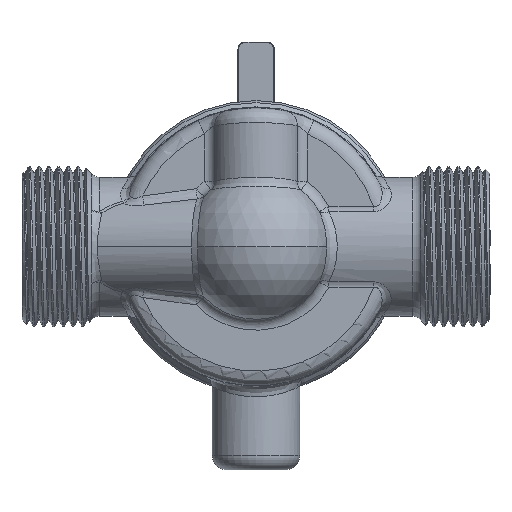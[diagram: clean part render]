
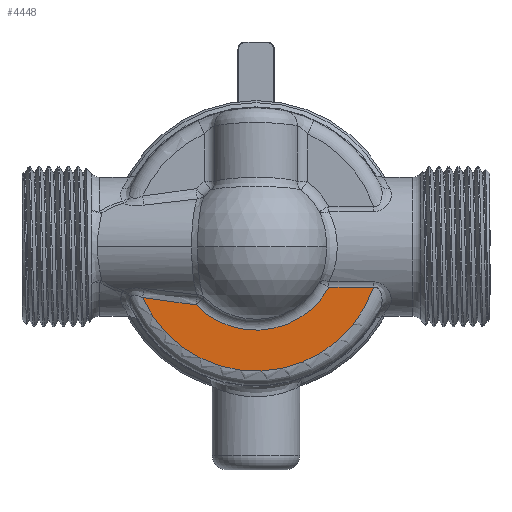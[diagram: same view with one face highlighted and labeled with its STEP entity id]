
A CAD part, front view. The second image highlights one B-rep face of the part: STEP entity #4448.
In plain terms, the highlighted planar face has unit normal (0, -1, 0).
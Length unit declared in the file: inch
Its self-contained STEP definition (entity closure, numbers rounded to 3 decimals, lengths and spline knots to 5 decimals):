
#4179 = VERTEX_POINT ( 'NONE', #64225 ) ;
#4448 = ADVANCED_FACE ( 'Defeatured_0_9', ( #9588 ), #15781, .F. ) ;
#9398 = CARTESIAN_POINT ( 'NONE',  ( 0.62204, 0.99679, 3.18118 ) ) ;
#9588 = FACE_OUTER_BOUND ( 'NONE', #40284, .T. ) ;
#11260 = DIRECTION ( 'NONE',  ( -1., 0., 0. ) ) ;
#13701 = CARTESIAN_POINT ( 'NONE',  ( 1.59203, 0.99679, 3.61479 ) ) ;
#13804 = VERTEX_POINT ( 'NONE', #9398 ) ;
#15606 = EDGE_CURVE ( 'Defeatured_0_9+Defeatured_0_67+Defeatured_0_10+Defeatured_0_39', #17562, #4179, #30197, .T. ) ;
#15781 = PLANE ( 'NONE',  #47431 ) ;
#16003 = CARTESIAN_POINT ( 'NONE',  ( 2.65453, 0.99679, 3.61479 ) ) ;
#17129 =( BOUNDED_CURVE ( )  B_SPLINE_CURVE ( 3, ( #24723, #56268, #66848, #35294 ),
 .UNSPECIFIED., .F., .F. ) 
 B_SPLINE_CURVE_WITH_KNOTS ( ( 4, 4 ),
 ( 5.0743, 5.32837 ),
 .UNSPECIFIED. ) 
 CURVE ( )  GEOMETRIC_REPRESENTATION_ITEM ( )  RATIONAL_B_SPLINE_CURVE ( ( 1., 0.995, 0.995, 1. ) ) 
 REPRESENTATION_ITEM ( '' )  );
#17562 = VERTEX_POINT ( 'NONE', #23563 ) ;
#17851 = VECTOR ( 'NONE', #11260, 39.37008 ) ;
#18123 = ORIENTED_EDGE ( 'NONE', *, *, #59818, .T. ) ;
#19028 = DIRECTION ( 'NONE',  ( -1., 0., 0. ) ) ;
#19671 = CARTESIAN_POINT ( 'NONE',  ( 1.59203, 0.99679, 3.61479 ) ) ;
#21337 = DIRECTION ( 'NONE',  ( -1., 0., 0. ) ) ;
#22255 = ORIENTED_EDGE ( 'NONE', *, *, #15606, .T. ) ;
#22433 = EDGE_CURVE ( 'Defeatured_0_9+Defeatured_0_34+Defeatured_0_39+Defeatured_0_10', #55304, #13804, #17129, .T. ) ;
#23563 = CARTESIAN_POINT ( 'NONE',  ( 2.59642, 0.99679, 3.26821 ) ) ;
#24723 = CARTESIAN_POINT ( 'NONE',  ( 1.08119, 0.99679, 3.11795 ) ) ;
#24969 = DIRECTION ( 'NONE',  ( -1., 0., 0. ) ) ;
#30197 = LINE ( 'NONE', #48084, #17851 ) ;
#32052 = CIRCLE ( 'NONE', #54109, 0.71261 ) ;
#35294 = CARTESIAN_POINT ( 'NONE',  ( 0.62204, 0.99679, 3.18118 ) ) ;
#40284 = EDGE_LOOP ( 'NONE', ( #57122, #22255, #18123, #61530 ) ) ;
#47431 = AXIS2_PLACEMENT_3D ( 'NONE', #16003, #52841, #21337 ) ;
#48084 = CARTESIAN_POINT ( 'NONE',  ( 2.22865, 0.99679, 3.26821 ) ) ;
#50549 = DIRECTION ( 'NONE',  ( 0., 1., 0. ) ) ;
#52209 = CARTESIAN_POINT ( 'NONE',  ( 1.08119, 0.99679, 3.11795 ) ) ;
#52841 = DIRECTION ( 'NONE',  ( 0., 1., 0. ) ) ;
#53341 = AXIS2_PLACEMENT_3D ( 'NONE', #13701, #50549, #19028 ) ;
#53947 = EDGE_CURVE ( 'Defeatured_0_10+Defeatured_0_9+Defeatured_0_66+Defeatured_0_32', #17562, #13804, #56796, .T. ) ;
#54109 = AXIS2_PLACEMENT_3D ( 'NONE', #19671, #56506, #24969 ) ;
#55304 = VERTEX_POINT ( 'NONE', #52209 ) ;
#56268 = CARTESIAN_POINT ( 'NONE',  ( 0.91818, 0.99679, 3.13392 ) ) ;
#56506 = DIRECTION ( 'NONE',  ( 0., 1., 0. ) ) ;
#56796 = CIRCLE ( 'NONE', #53341, 1.0625 ) ;
#57122 = ORIENTED_EDGE ( 'NONE', *, *, #53947, .F. ) ;
#59818 = EDGE_CURVE ( 'Defeatured_0_9+Defeatured_0_39+Defeatured_0_67+Defeatured_0_34', #4179, #55304, #32052, .T. ) ;
#61530 = ORIENTED_EDGE ( 'NONE', *, *, #22433, .T. ) ;
#64225 = CARTESIAN_POINT ( 'NONE',  ( 2.21469, 0.99679, 3.26821 ) ) ;
#66848 = CARTESIAN_POINT ( 'NONE',  ( 0.7643, 0.99679, 3.15511 ) ) ;
